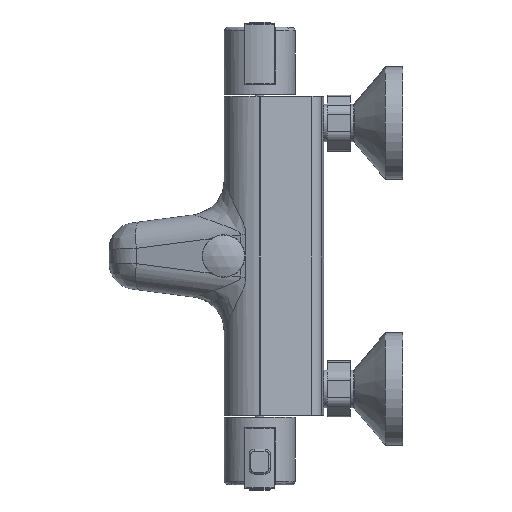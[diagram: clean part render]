
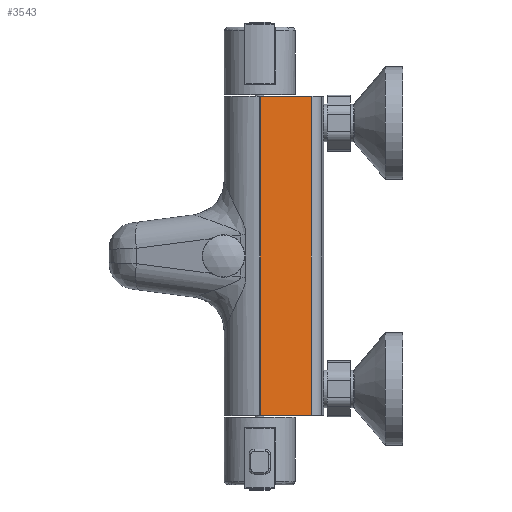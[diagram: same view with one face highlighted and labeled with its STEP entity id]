
A CAD part, left-side view. The second image highlights one B-rep face of the part: STEP entity #3543.
In plain terms, the highlighted planar face has unit normal (-0.985, -0.174, 0).
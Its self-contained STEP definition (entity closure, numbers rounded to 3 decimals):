
#440=FACE_OUTER_BOUND('',#696,.T.);
#696=EDGE_LOOP('',(#2753,#2754,#2755,#2756));
#940=LINE('',#6552,#1144);
#941=LINE('',#6555,#1145);
#942=LINE('',#6559,#1146);
#943=LINE('',#6560,#1147);
#1144=VECTOR('',#4587,29.439);
#1145=VECTOR('',#4590,179.5);
#1146=VECTOR('',#4595,179.5);
#1147=VECTOR('',#4596,29.439);
#1630=VERTEX_POINT('',#6536);
#1633=VERTEX_POINT('',#6548);
#1634=VERTEX_POINT('',#6554);
#1635=VERTEX_POINT('',#6558);
#2035=EDGE_CURVE('',#1630,#1633,#940,.T.);
#2036=EDGE_CURVE('',#1633,#1634,#941,.T.);
#2038=EDGE_CURVE('',#1630,#1635,#942,.T.);
#2039=EDGE_CURVE('',#1634,#1635,#943,.T.);
#2753=ORIENTED_EDGE('',*,*,#2035,.F.);
#2754=ORIENTED_EDGE('',*,*,#2038,.T.);
#2755=ORIENTED_EDGE('',*,*,#2039,.F.);
#2756=ORIENTED_EDGE('',*,*,#2036,.F.);
#3406=PLANE('',#3868);
#3543=ADVANCED_FACE('',(#440),#3406,.T.);
#3868=AXIS2_PLACEMENT_3D('',#6557,#4593,#4594);
#4587=DIRECTION('',(-0.174,0.985,0.));
#4590=DIRECTION('',(0.,0.,1.));
#4593=DIRECTION('center_axis',(-0.985,-0.174,0.));
#4594=DIRECTION('ref_axis',(0.174,-0.985,0.));
#4595=DIRECTION('',(0.,0.,1.));
#4596=DIRECTION('',(0.174,-0.985,0.));
#6536=CARTESIAN_POINT('',(-14.857,-29.169,0.25));
#6548=CARTESIAN_POINT('',(-19.969,-0.177,0.25));
#6552=CARTESIAN_POINT('',(-18.94,-6.014,0.25));
#6554=CARTESIAN_POINT('',(-19.969,-0.177,179.75));
#6555=CARTESIAN_POINT('',(-19.969,-0.177,0.));
#6557=CARTESIAN_POINT('Origin',(-20.,0.,0.));
#6558=CARTESIAN_POINT('',(-14.857,-29.169,179.75));
#6559=CARTESIAN_POINT('',(-14.857,-29.169,0.));
#6560=CARTESIAN_POINT('',(-18.94,-6.014,179.75));
